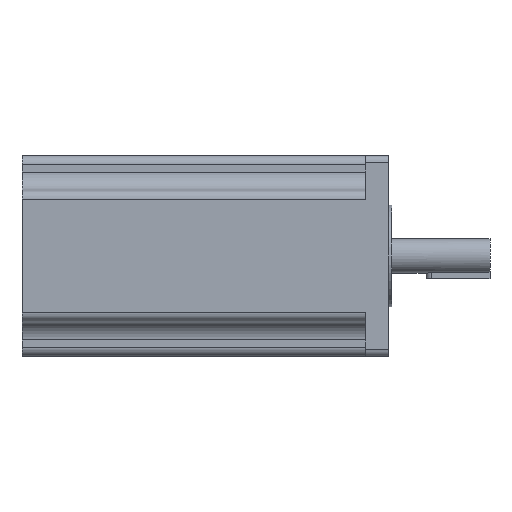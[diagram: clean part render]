
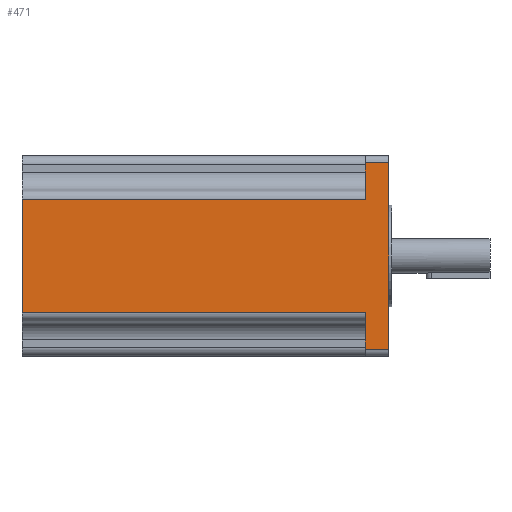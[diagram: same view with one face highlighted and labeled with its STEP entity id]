
A CAD part, left-side view. The second image highlights one B-rep face of the part: STEP entity #471.
In plain terms, the highlighted planar face has unit normal (-1, 0, 0).
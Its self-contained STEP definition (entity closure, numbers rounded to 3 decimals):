
#26 = CARTESIAN_POINT ( 'NONE',  ( -61.934, 201., 78.834 ) ) ;
#53 = VECTOR ( 'NONE', #1409, 1000. ) ;
#94 = EDGE_CURVE ( 'NONE', #1653, #1540, #1050, .T. ) ;
#176 = ORIENTED_EDGE ( 'NONE', *, *, #1231, .T. ) ;
#181 = EDGE_CURVE ( 'NONE', #917, #1451, #216, .T. ) ;
#187 = VERTEX_POINT ( 'NONE', #1772 ) ;
#216 = LINE ( 'NONE', #26, #1645 ) ;
#308 = LINE ( 'NONE', #878, #1715 ) ;
#312 = VECTOR ( 'NONE', #438, 1000. ) ;
#338 = ORIENTED_EDGE ( 'NONE', *, *, #1182, .T. ) ;
#406 = LINE ( 'NONE', #1338, #778 ) ;
#425 = LINE ( 'NONE', #1262, #53 ) ;
#438 = DIRECTION ( 'NONE',  ( 0., 0., 1. ) ) ;
#471 = ADVANCED_FACE ( 'NONE', ( #1535 ), #794, .F. ) ;
#501 = EDGE_LOOP ( 'NONE', ( #176, #980, #1372, #1759, #1373, #338, #931, #1702 ) ) ;
#521 = EDGE_CURVE ( 'NONE', #601, #1413, #859, .T. ) ;
#596 = CARTESIAN_POINT ( 'NONE',  ( -61.934, 0., -23.166 ) ) ;
#601 = VERTEX_POINT ( 'NONE', #1075 ) ;
#625 = DIRECTION ( 'NONE',  ( 0., 0., 1. ) ) ;
#638 = VECTOR ( 'NONE', #1764, 1000. ) ;
#658 = CARTESIAN_POINT ( 'NONE',  ( -61.934, 201., -23.166 ) ) ;
#680 = VECTOR ( 'NONE', #1229, 1000. ) ;
#726 = DIRECTION ( 'NONE',  ( 0., 1., 0. ) ) ;
#778 = VECTOR ( 'NONE', #1306, 1000. ) ;
#785 = DIRECTION ( 'NONE',  ( 0., -1., 0. ) ) ;
#794 = PLANE ( 'NONE',  #1354 ) ;
#804 = DIRECTION ( 'NONE',  ( 1., 0., 0. ) ) ;
#859 = LINE ( 'NONE', #658, #1094 ) ;
#863 = EDGE_CURVE ( 'NONE', #601, #1443, #308, .T. ) ;
#878 = CARTESIAN_POINT ( 'NONE',  ( -61.934, 13., -27.166 ) ) ;
#917 = VERTEX_POINT ( 'NONE', #1298 ) ;
#931 = ORIENTED_EDGE ( 'NONE', *, *, #863, .F. ) ;
#980 = ORIENTED_EDGE ( 'NONE', *, *, #181, .T. ) ;
#1050 = LINE ( 'NONE', #1753, #312 ) ;
#1075 = CARTESIAN_POINT ( 'NONE',  ( -61.934, 13., -23.166 ) ) ;
#1094 = VECTOR ( 'NONE', #785, 1000. ) ;
#1182 = EDGE_CURVE ( 'NONE', #1653, #1443, #1714, .T. ) ;
#1229 = DIRECTION ( 'NONE',  ( 0., -1., 0. ) ) ;
#1231 = EDGE_CURVE ( 'NONE', #1413, #917, #1377, .T. ) ;
#1237 = CARTESIAN_POINT ( 'NONE',  ( -61.934, 201., -3.166 ) ) ;
#1243 = CARTESIAN_POINT ( 'NONE',  ( -61.934, 201., -3.166 ) ) ;
#1262 = CARTESIAN_POINT ( 'NONE',  ( -61.934, 201., 58.834 ) ) ;
#1298 = CARTESIAN_POINT ( 'NONE',  ( -61.934, 0., 78.834 ) ) ;
#1305 = CARTESIAN_POINT ( 'NONE',  ( -61.934, 13., -3.166 ) ) ;
#1306 = DIRECTION ( 'NONE',  ( 0., 0., 1. ) ) ;
#1327 = CARTESIAN_POINT ( 'NONE',  ( -61.934, 13., 78.834 ) ) ;
#1338 = CARTESIAN_POINT ( 'NONE',  ( -61.934, 13., 82.834 ) ) ;
#1343 = CARTESIAN_POINT ( 'NONE',  ( -61.934, 201., -27.166 ) ) ;
#1354 = AXIS2_PLACEMENT_3D ( 'NONE', #1343, #804, #1751 ) ;
#1372 = ORIENTED_EDGE ( 'NONE', *, *, #1564, .F. ) ;
#1373 = ORIENTED_EDGE ( 'NONE', *, *, #94, .F. ) ;
#1377 = LINE ( 'NONE', #1378, #638 ) ;
#1378 = CARTESIAN_POINT ( 'NONE',  ( -61.934, 0., -27.166 ) ) ;
#1409 = DIRECTION ( 'NONE',  ( 0., 1., 0. ) ) ;
#1413 = VERTEX_POINT ( 'NONE', #596 ) ;
#1443 = VERTEX_POINT ( 'NONE', #1305 ) ;
#1451 = VERTEX_POINT ( 'NONE', #1327 ) ;
#1535 = FACE_OUTER_BOUND ( 'NONE', #501, .T. ) ;
#1540 = VERTEX_POINT ( 'NONE', #1649 ) ;
#1564 = EDGE_CURVE ( 'NONE', #187, #1451, #406, .T. ) ;
#1645 = VECTOR ( 'NONE', #726, 1000. ) ;
#1649 = CARTESIAN_POINT ( 'NONE',  ( -61.934, 201., 58.834 ) ) ;
#1653 = VERTEX_POINT ( 'NONE', #1237 ) ;
#1702 = ORIENTED_EDGE ( 'NONE', *, *, #521, .T. ) ;
#1714 = LINE ( 'NONE', #1243, #680 ) ;
#1715 = VECTOR ( 'NONE', #625, 1000. ) ;
#1751 = DIRECTION ( 'NONE',  ( 0., 0., -1. ) ) ;
#1753 = CARTESIAN_POINT ( 'NONE',  ( -61.934, 201., -27.166 ) ) ;
#1759 = ORIENTED_EDGE ( 'NONE', *, *, #1761, .T. ) ;
#1761 = EDGE_CURVE ( 'NONE', #187, #1540, #425, .T. ) ;
#1764 = DIRECTION ( 'NONE',  ( 0., 0., 1. ) ) ;
#1772 = CARTESIAN_POINT ( 'NONE',  ( -61.934, 13., 58.834 ) ) ;
